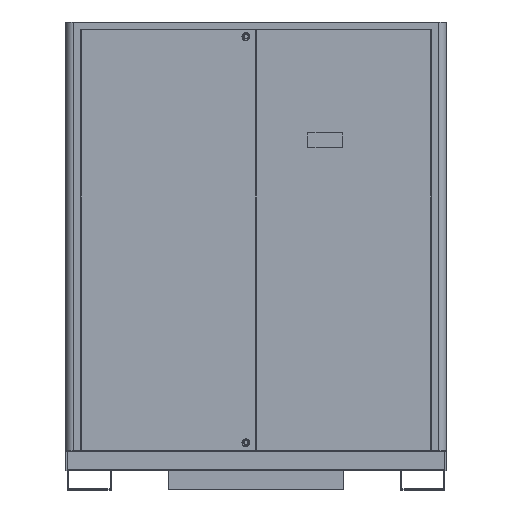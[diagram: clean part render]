
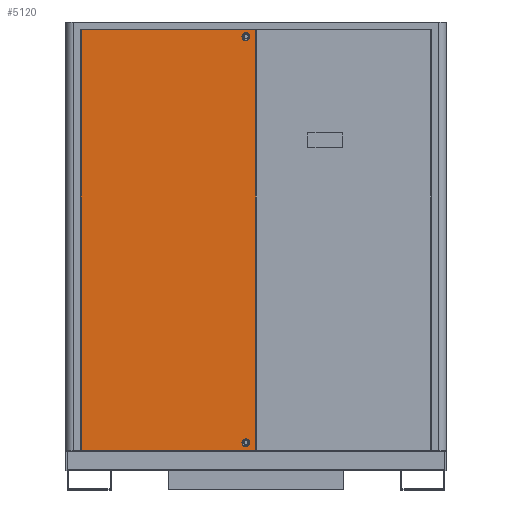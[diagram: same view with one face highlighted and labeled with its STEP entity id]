
A CAD part, top view. The second image highlights one B-rep face of the part: STEP entity #5120.
In plain terms, the highlighted planar face has unit normal (0, 0, 1).
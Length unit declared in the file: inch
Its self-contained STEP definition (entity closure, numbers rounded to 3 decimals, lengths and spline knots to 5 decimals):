
#149 = CARTESIAN_POINT ( 'NONE',  ( -1.34375, 42.5, 9. ) ) ;
#191 = VERTEX_POINT ( 'NONE', #6553 ) ;
#219 = CARTESIAN_POINT ( 'NONE',  ( -0.03125, 43.1875, 9. ) ) ;
#221 = AXIS2_PLACEMENT_3D ( 'NONE', #1640, #5424, #5471 ) ;
#261 = DIRECTION ( 'NONE',  ( 1., 0., 0. ) ) ;
#263 = VECTOR ( 'NONE', #2957, 39.37008 ) ;
#339 = CARTESIAN_POINT ( 'NONE',  ( -17.9375, 0.0625, 9. ) ) ;
#488 = AXIS2_PLACEMENT_3D ( 'NONE', #3271, #2078, #7051 ) ;
#518 = DIRECTION ( 'NONE',  ( 0., 0., 1. ) ) ;
#548 = DIRECTION ( 'NONE',  ( 1., 0., 0. ) ) ;
#616 = VECTOR ( 'NONE', #6232, 39.37008 ) ;
#724 = ORIENTED_EDGE ( 'NONE', *, *, #2730, .F. ) ;
#812 = VECTOR ( 'NONE', #1194, 39.37008 ) ;
#872 = EDGE_LOOP ( 'NONE', ( #2560, #6429 ) ) ;
#997 = EDGE_LOOP ( 'NONE', ( #724, #1225 ) ) ;
#1014 = PLANE ( 'NONE',  #488 ) ;
#1194 = DIRECTION ( 'NONE',  ( -1., 0., 0. ) ) ;
#1225 = ORIENTED_EDGE ( 'NONE', *, *, #5248, .F. ) ;
#1306 = EDGE_CURVE ( 'NONE', #5851, #3804, #4635, .T. ) ;
#1328 = VECTOR ( 'NONE', #261, 39.37008 ) ;
#1425 = VERTEX_POINT ( 'NONE', #1463 ) ;
#1463 = CARTESIAN_POINT ( 'NONE',  ( -0.03125, 0.0625, 9. ) ) ;
#1474 = CARTESIAN_POINT ( 'NONE',  ( -0.03125, 0.0625, 9. ) ) ;
#1640 = CARTESIAN_POINT ( 'NONE',  ( -1.03125, 0.8125, 9. ) ) ;
#1675 = LINE ( 'NONE', #1716, #812 ) ;
#1716 = CARTESIAN_POINT ( 'NONE',  ( -0.03125, 43.1875, 9. ) ) ;
#1886 = CARTESIAN_POINT ( 'NONE',  ( -1.03125, 0.8125, 9. ) ) ;
#1924 = CARTESIAN_POINT ( 'NONE',  ( -1.34375, 0.8125, 9. ) ) ;
#1953 = VERTEX_POINT ( 'NONE', #149 ) ;
#2078 = DIRECTION ( 'NONE',  ( 0., 0., -1. ) ) ;
#2121 = CARTESIAN_POINT ( 'NONE',  ( -1.03125, 42.5, 9. ) ) ;
#2218 = DIRECTION ( 'NONE',  ( 0., 0., 1. ) ) ;
#2560 = ORIENTED_EDGE ( 'NONE', *, *, #1306, .F. ) ;
#2730 = EDGE_CURVE ( 'NONE', #6445, #1953, #6525, .T. ) ;
#2835 = CARTESIAN_POINT ( 'NONE',  ( -17.9375, 43.1875, 9. ) ) ;
#2957 = DIRECTION ( 'NONE',  ( 0., -1., 0. ) ) ;
#3070 = CIRCLE ( 'NONE', #221, 0.3125 ) ;
#3175 = VERTEX_POINT ( 'NONE', #339 ) ;
#3264 = DIRECTION ( 'NONE',  ( 1., 0., 0. ) ) ;
#3271 = CARTESIAN_POINT ( 'NONE',  ( 18.75, 44., 9. ) ) ;
#3553 = LINE ( 'NONE', #1474, #1328 ) ;
#3678 = AXIS2_PLACEMENT_3D ( 'NONE', #6407, #518, #548 ) ;
#3790 = AXIS2_PLACEMENT_3D ( 'NONE', #2121, #2218, #3264 ) ;
#3804 = VERTEX_POINT ( 'NONE', #1924 ) ;
#3805 = FACE_OUTER_BOUND ( 'NONE', #4392, .T. ) ;
#4113 = LINE ( 'NONE', #219, #616 ) ;
#4228 = VERTEX_POINT ( 'NONE', #5064 ) ;
#4256 = EDGE_CURVE ( 'NONE', #1425, #4228, #4113, .T. ) ;
#4392 = EDGE_LOOP ( 'NONE', ( #5909, #4401, #6786, #6055 ) ) ;
#4401 = ORIENTED_EDGE ( 'NONE', *, *, #5582, .T. ) ;
#4539 = AXIS2_PLACEMENT_3D ( 'NONE', #1886, #6799, #6747 ) ;
#4635 = CIRCLE ( 'NONE', #4539, 0.3125 ) ;
#5064 = CARTESIAN_POINT ( 'NONE',  ( -0.03125, 43.1875, 9. ) ) ;
#5120 = ADVANCED_FACE ( 'NONE', ( #6020, #6710, #3805 ), #1014, .F. ) ;
#5192 = LINE ( 'NONE', #2835, #263 ) ;
#5207 = EDGE_CURVE ( 'NONE', #3804, #5851, #3070, .T. ) ;
#5248 = EDGE_CURVE ( 'NONE', #1953, #6445, #5577, .T. ) ;
#5424 = DIRECTION ( 'NONE',  ( 0., 0., 1. ) ) ;
#5471 = DIRECTION ( 'NONE',  ( 1., 0., 0. ) ) ;
#5577 = CIRCLE ( 'NONE', #3790, 0.3125 ) ;
#5582 = EDGE_CURVE ( 'NONE', #4228, #191, #1675, .T. ) ;
#5663 = EDGE_CURVE ( 'NONE', #3175, #1425, #3553, .T. ) ;
#5851 = VERTEX_POINT ( 'NONE', #6477 ) ;
#5909 = ORIENTED_EDGE ( 'NONE', *, *, #4256, .T. ) ;
#6020 = FACE_BOUND ( 'NONE', #997, .T. ) ;
#6055 = ORIENTED_EDGE ( 'NONE', *, *, #5663, .T. ) ;
#6232 = DIRECTION ( 'NONE',  ( 0., 1., 0. ) ) ;
#6407 = CARTESIAN_POINT ( 'NONE',  ( -1.03125, 42.5, 9. ) ) ;
#6429 = ORIENTED_EDGE ( 'NONE', *, *, #5207, .F. ) ;
#6445 = VERTEX_POINT ( 'NONE', #6633 ) ;
#6477 = CARTESIAN_POINT ( 'NONE',  ( -0.71875, 0.8125, 9. ) ) ;
#6494 = EDGE_CURVE ( 'NONE', #191, #3175, #5192, .T. ) ;
#6525 = CIRCLE ( 'NONE', #3678, 0.3125 ) ;
#6553 = CARTESIAN_POINT ( 'NONE',  ( -17.9375, 43.1875, 9. ) ) ;
#6633 = CARTESIAN_POINT ( 'NONE',  ( -0.71875, 42.5, 9. ) ) ;
#6710 = FACE_BOUND ( 'NONE', #872, .T. ) ;
#6747 = DIRECTION ( 'NONE',  ( 1., 0., 0. ) ) ;
#6786 = ORIENTED_EDGE ( 'NONE', *, *, #6494, .T. ) ;
#6799 = DIRECTION ( 'NONE',  ( 0., 0., 1. ) ) ;
#7051 = DIRECTION ( 'NONE',  ( -1., 0., 0. ) ) ;
